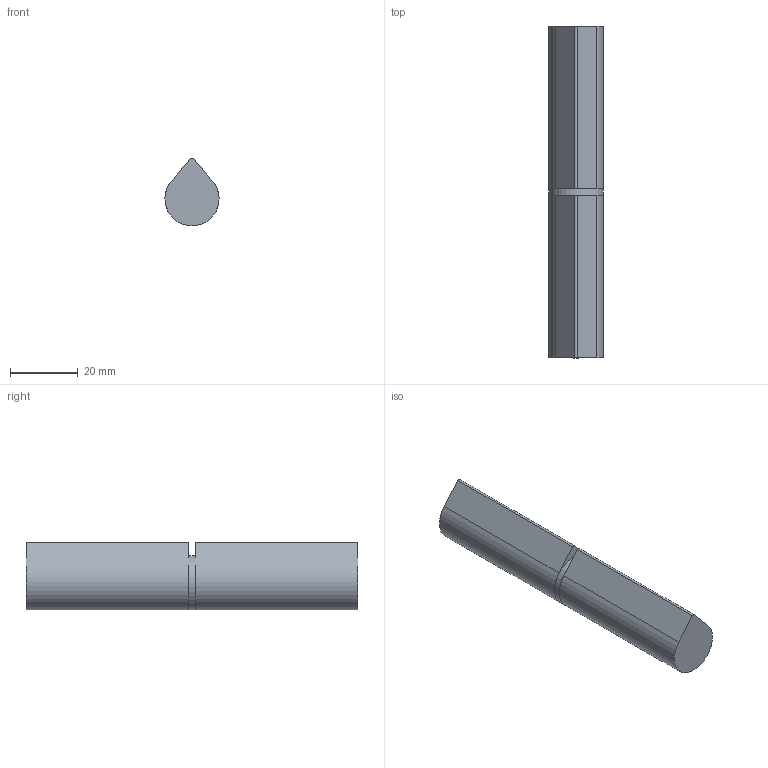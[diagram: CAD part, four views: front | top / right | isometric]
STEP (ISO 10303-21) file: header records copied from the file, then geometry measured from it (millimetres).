
FILE_DESCRIPTION (( 'STEP AP203' ), '1' );
FILE_NAME ('560-100.step', '2021-09-08T13:32:35', ( '' ), ( '' ), 'SwSTEP 2.0', 'SolidWorks 2018', '' );
FILE_SCHEMA (( 'CONFIG_CONTROL_DESIGN' ));
Length unit declared in the file: millimetre
Products named in the file (7): 560-100; 560-xx Teil3; 560-xx Teil3_560-100 Teil3; 560-xx Teil1; 560-xx Teil2; 560-xx Teil2_560-100 Teil2; 560-xx Teil1_560-100 Teil1
Assembly tree (3 placements, depth 2):
  560-100
    560-xx Teil1_560-100 Teil1
    560-xx Teil2_560-100 Teil2
    560-xx Teil3_560-100 Teil3
  560-xx Teil3
  560-xx Teil1
  560-xx Teil2
Bounding box: 16 x 98 x 20 mm (x, y, z)
Volume: 20125 mm3; surface area: 10529.3 mm2
Topology: 4 solids, 4 shells, 255 faces, 664 edges, 442 vertices
Faces by surface type: plane 132, bspline 112, cylinder 9, cone 2
Full cylindrical faces by diameter (mm): 9 x1, 9.1 x1, 9.25 x1, 9.4 x1, 16 x1
Entity records: 13364 total; most frequent: CARTESIAN_POINT 7240, ORIENTED_EDGE 1314, DIRECTION 753, EDGE_CURVE 657, VERTEX_POINT 442, LINE 413, VECTOR 413, EDGE_LOOP 289
